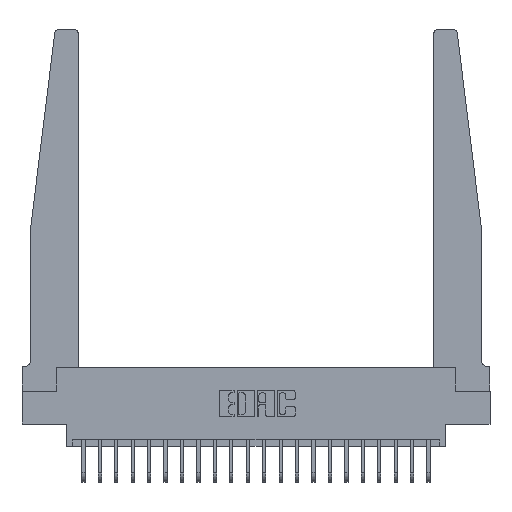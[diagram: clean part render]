
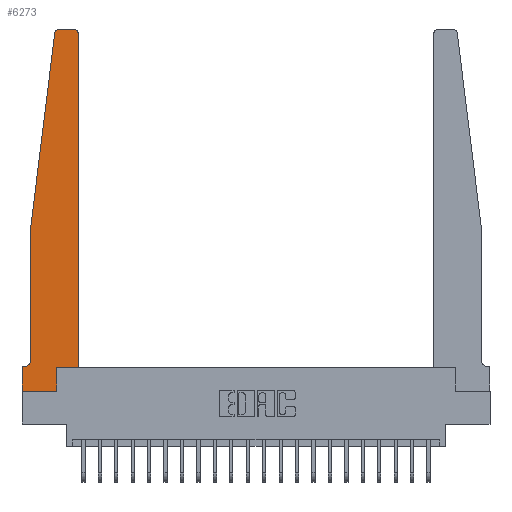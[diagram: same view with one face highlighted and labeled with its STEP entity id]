
A CAD part, top view. The second image highlights one B-rep face of the part: STEP entity #6273.
In plain terms, the highlighted planar face has unit normal (0, 0, 1).
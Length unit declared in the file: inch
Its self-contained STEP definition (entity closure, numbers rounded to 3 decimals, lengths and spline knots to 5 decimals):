
#97 = CIRCLE ( 'NONE', #16924, 0.03 ) ;
#313 = VERTEX_POINT ( 'NONE', #8733 ) ;
#405 = LINE ( 'NONE', #9951, #7113 ) ;
#457 = DIRECTION ( 'NONE',  ( 1., 0., 0. ) ) ;
#1320 = CARTESIAN_POINT ( 'NONE',  ( 0.25, 2.75, 0.37 ) ) ;
#1328 = CIRCLE ( 'NONE', #6792, 0.03 ) ;
#1684 = CARTESIAN_POINT ( 'NONE',  ( 0.395, 2.72, 0.37 ) ) ;
#1817 = CARTESIAN_POINT ( 'NONE',  ( 0.27653, 2.72, 0.37 ) ) ;
#1999 = VECTOR ( 'NONE', #23090, 39.37008 ) ;
#2275 = VERTEX_POINT ( 'NONE', #12985 ) ;
#2289 = VERTEX_POINT ( 'NONE', #20566 ) ;
#2524 = ORIENTED_EDGE ( 'NONE', *, *, #16174, .T. ) ;
#2958 = EDGE_CURVE ( 'NONE', #313, #16406, #8406, .T. ) ;
#3007 = LINE ( 'NONE', #23715, #7886 ) ;
#3438 = EDGE_CURVE ( 'NONE', #7420, #11303, #3007, .T. ) ;
#4011 = DIRECTION ( 'NONE',  ( 1., 0., 0. ) ) ;
#4163 = ORIENTED_EDGE ( 'NONE', *, *, #16908, .T. ) ;
#4271 = EDGE_CURVE ( 'NONE', #2289, #8759, #405, .T. ) ;
#4511 = DIRECTION ( 'NONE',  ( 0., 0., -1. ) ) ;
#4634 = CARTESIAN_POINT ( 'NONE',  ( 0.015, 0.2375, 0.37 ) ) ;
#4863 = VERTEX_POINT ( 'NONE', #17969 ) ;
#5041 = VERTEX_POINT ( 'NONE', #14887 ) ;
#5427 = DIRECTION ( 'NONE',  ( 0., 1., 0. ) ) ;
#5485 = DIRECTION ( 'NONE',  ( 0., 0., 1. ) ) ;
#5517 = CARTESIAN_POINT ( 'NONE',  ( 0.065, 1.25, 0.37 ) ) ;
#5606 = ORIENTED_EDGE ( 'NONE', *, *, #17027, .T. ) ;
#6268 = DIRECTION ( 'NONE',  ( -1., 0., 0. ) ) ;
#6273 = ADVANCED_FACE ( 'NONE', ( #6850 ), #23265, .T. ) ;
#6334 = EDGE_CURVE ( 'NONE', #19731, #313, #97, .T. ) ;
#6521 = VERTEX_POINT ( 'NONE', #19199 ) ;
#6613 = DIRECTION ( 'NONE',  ( 0., 0., 1. ) ) ;
#6730 = CARTESIAN_POINT ( 'NONE',  ( 0., 0.1875, 0.37 ) ) ;
#6792 = AXIS2_PLACEMENT_3D ( 'NONE', #1684, #5485, #9158 ) ;
#6850 = FACE_OUTER_BOUND ( 'NONE', #8755, .T. ) ;
#7113 = VECTOR ( 'NONE', #19251, 39.37008 ) ;
#7410 = EDGE_CURVE ( 'NONE', #2275, #4863, #8988, .T. ) ;
#7420 = VERTEX_POINT ( 'NONE', #24157 ) ;
#7886 = VECTOR ( 'NONE', #10498, 39.37008 ) ;
#8296 = AXIS2_PLACEMENT_3D ( 'NONE', #6730, #6613, #19824 ) ;
#8327 = LINE ( 'NONE', #17885, #16624 ) ;
#8406 = LINE ( 'NONE', #15638, #1999 ) ;
#8733 = CARTESIAN_POINT ( 'NONE',  ( 0.24675, 2.72367, 0.37 ) ) ;
#8755 = EDGE_LOOP ( 'NONE', ( #15302, #16474, #21470, #15254, #9874, #2524, #9596, #17965, #9756, #5606, #18636, #4163 ) ) ;
#8759 = VERTEX_POINT ( 'NONE', #9622 ) ;
#8918 = CARTESIAN_POINT ( 'NONE',  ( 0.2605, 0.18, 0.37 ) ) ;
#8988 = LINE ( 'NONE', #16703, #12657 ) ;
#9057 = DIRECTION ( 'NONE',  ( 0., 0., 1. ) ) ;
#9158 = DIRECTION ( 'NONE',  ( 1., 0., 0. ) ) ;
#9196 = EDGE_CURVE ( 'NONE', #16406, #5041, #8327, .T. ) ;
#9596 = ORIENTED_EDGE ( 'NONE', *, *, #4271, .T. ) ;
#9622 = CARTESIAN_POINT ( 'NONE',  ( 0., 0., 0.37 ) ) ;
#9756 = ORIENTED_EDGE ( 'NONE', *, *, #3438, .T. ) ;
#9874 = ORIENTED_EDGE ( 'NONE', *, *, #19172, .T. ) ;
#9886 = LINE ( 'NONE', #15529, #16191 ) ;
#9943 = LINE ( 'NONE', #18888, #12667 ) ;
#9951 = CARTESIAN_POINT ( 'NONE',  ( 0., 0., 0.37 ) ) ;
#10498 = DIRECTION ( 'NONE',  ( 0., 1., 0. ) ) ;
#10501 = CARTESIAN_POINT ( 'NONE',  ( 0.395, 2.75, 0.37 ) ) ;
#11303 = VERTEX_POINT ( 'NONE', #8918 ) ;
#12657 = VECTOR ( 'NONE', #5427, 39.37008 ) ;
#12667 = VECTOR ( 'NONE', #6268, 39.37008 ) ;
#12985 = CARTESIAN_POINT ( 'NONE',  ( 0.425, 0.18, 0.37 ) ) ;
#13824 = DIRECTION ( 'NONE',  ( -1., 0., 0. ) ) ;
#14685 = LINE ( 'NONE', #1320, #18214 ) ;
#14887 = CARTESIAN_POINT ( 'NONE',  ( 0.065, 0.2375, 0.37 ) ) ;
#15254 = ORIENTED_EDGE ( 'NONE', *, *, #9196, .T. ) ;
#15302 = ORIENTED_EDGE ( 'NONE', *, *, #19258, .T. ) ;
#15410 = LINE ( 'NONE', #17358, #19304 ) ;
#15529 = CARTESIAN_POINT ( 'NONE',  ( 0.425, 0.18, 0.37 ) ) ;
#15638 = CARTESIAN_POINT ( 'NONE',  ( 0.065, 1.25, 0.37 ) ) ;
#16174 = EDGE_CURVE ( 'NONE', #6521, #2289, #9943, .T. ) ;
#16191 = VECTOR ( 'NONE', #457, 39.37008 ) ;
#16406 = VERTEX_POINT ( 'NONE', #5517 ) ;
#16474 = ORIENTED_EDGE ( 'NONE', *, *, #6334, .T. ) ;
#16624 = VECTOR ( 'NONE', #19463, 39.37008 ) ;
#16703 = CARTESIAN_POINT ( 'NONE',  ( 0.425, 0.18, 0.37 ) ) ;
#16908 = EDGE_CURVE ( 'NONE', #4863, #18601, #1328, .T. ) ;
#16924 = AXIS2_PLACEMENT_3D ( 'NONE', #1817, #9057, #22152 ) ;
#17027 = EDGE_CURVE ( 'NONE', #11303, #2275, #9886, .T. ) ;
#17033 = EDGE_CURVE ( 'NONE', #8759, #7420, #15410, .T. ) ;
#17358 = CARTESIAN_POINT ( 'NONE',  ( 0., 0., 0.37 ) ) ;
#17885 = CARTESIAN_POINT ( 'NONE',  ( 0.065, 1.25, 0.37 ) ) ;
#17965 = ORIENTED_EDGE ( 'NONE', *, *, #17033, .T. ) ;
#17969 = CARTESIAN_POINT ( 'NONE',  ( 0.425, 2.72, 0.37 ) ) ;
#18214 = VECTOR ( 'NONE', #23855, 39.37008 ) ;
#18286 = CARTESIAN_POINT ( 'NONE',  ( 0.27653, 2.75, 0.37 ) ) ;
#18601 = VERTEX_POINT ( 'NONE', #10501 ) ;
#18636 = ORIENTED_EDGE ( 'NONE', *, *, #7410, .T. ) ;
#18888 = CARTESIAN_POINT ( 'NONE',  ( 0.065, 0.1875, 0.37 ) ) ;
#19172 = EDGE_CURVE ( 'NONE', #5041, #6521, #23687, .T. ) ;
#19199 = CARTESIAN_POINT ( 'NONE',  ( 0.015, 0.1875, 0.37 ) ) ;
#19251 = DIRECTION ( 'NONE',  ( 0., -1., 0. ) ) ;
#19258 = EDGE_CURVE ( 'NONE', #18601, #19731, #14685, .T. ) ;
#19304 = VECTOR ( 'NONE', #4011, 39.37008 ) ;
#19463 = DIRECTION ( 'NONE',  ( 0., -1., 0. ) ) ;
#19731 = VERTEX_POINT ( 'NONE', #18286 ) ;
#19824 = DIRECTION ( 'NONE',  ( 1., 0., 0. ) ) ;
#20566 = CARTESIAN_POINT ( 'NONE',  ( 0., 0.1875, 0.37 ) ) ;
#21470 = ORIENTED_EDGE ( 'NONE', *, *, #2958, .T. ) ;
#22152 = DIRECTION ( 'NONE',  ( 1., 0., 0. ) ) ;
#23090 = DIRECTION ( 'NONE',  ( -0.122, -0.992, 0. ) ) ;
#23265 = PLANE ( 'NONE',  #8296 ) ;
#23687 = CIRCLE ( 'NONE', #23703, 0.05 ) ;
#23703 = AXIS2_PLACEMENT_3D ( 'NONE', #4634, #4511, #13824 ) ;
#23715 = CARTESIAN_POINT ( 'NONE',  ( 0.2605, 0.18, 0.37 ) ) ;
#23855 = DIRECTION ( 'NONE',  ( -1., 0., 0. ) ) ;
#24157 = CARTESIAN_POINT ( 'NONE',  ( 0.2605, 0., 0.37 ) ) ;
